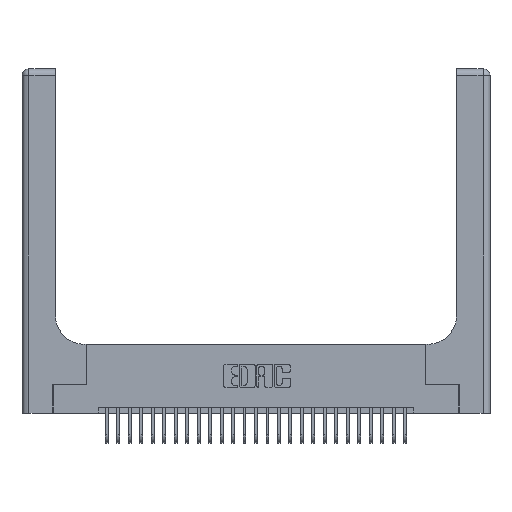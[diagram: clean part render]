
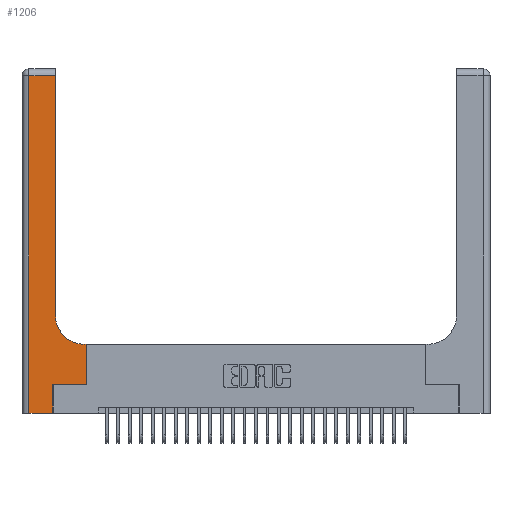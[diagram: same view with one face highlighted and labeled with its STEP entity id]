
A CAD part, top view. The second image highlights one B-rep face of the part: STEP entity #1206.
In plain terms, the highlighted planar face has unit normal (0, 0, 1).
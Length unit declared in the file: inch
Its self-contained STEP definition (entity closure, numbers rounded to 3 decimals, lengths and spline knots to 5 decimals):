
#338 = CARTESIAN_POINT ( 'NONE',  ( 0.5585, 0.25, 0.37 ) ) ;
#457 = DIRECTION ( 'NONE',  ( 0., 1., 0. ) ) ;
#764 = VERTEX_POINT ( 'NONE', #16714 ) ;
#1172 = ORIENTED_EDGE ( 'NONE', *, *, #20160, .T. ) ;
#1206 = ADVANCED_FACE ( 'NONE', ( #3896 ), #3176, .F. ) ;
#1325 = LINE ( 'NONE', #11020, #4611 ) ;
#1347 = DIRECTION ( 'NONE',  ( 0., 0., -1. ) ) ;
#1498 = CARTESIAN_POINT ( 'NONE',  ( 0.2915, 0.85, 0.37 ) ) ;
#1672 = CARTESIAN_POINT ( 'NONE',  ( 0.06, 2.94, 0.37 ) ) ;
#2057 = ORIENTED_EDGE ( 'NONE', *, *, #5725, .T. ) ;
#2239 = CARTESIAN_POINT ( 'NONE',  ( 0., 2.94, 0.37 ) ) ;
#2956 = CARTESIAN_POINT ( 'NONE',  ( 0.269, 0., 0.37 ) ) ;
#3056 = LINE ( 'NONE', #26915, #25961 ) ;
#3072 = CARTESIAN_POINT ( 'NONE',  ( 0., 3., 0.37 ) ) ;
#3176 = PLANE ( 'NONE',  #20112 ) ;
#3212 = DIRECTION ( 'NONE',  ( 1., 0., 0. ) ) ;
#3534 = CARTESIAN_POINT ( 'NONE',  ( 0., 0., 0.37 ) ) ;
#3896 = FACE_OUTER_BOUND ( 'NONE', #16494, .T. ) ;
#3905 = CARTESIAN_POINT ( 'NONE',  ( 0.2915, 0.6, 0.37 ) ) ;
#4150 = VECTOR ( 'NONE', #10369, 39.37008 ) ;
#4611 = VECTOR ( 'NONE', #20352, 39.37008 ) ;
#5366 = VECTOR ( 'NONE', #20764, 39.37008 ) ;
#5725 = EDGE_CURVE ( 'NONE', #30046, #18536, #1325, .T. ) ;
#5750 = VECTOR ( 'NONE', #3212, 39.37008 ) ;
#6432 = ORIENTED_EDGE ( 'NONE', *, *, #13017, .T. ) ;
#6443 = CARTESIAN_POINT ( 'NONE',  ( 0.5415, 0.85, 0.37 ) ) ;
#6664 = LINE ( 'NONE', #7150, #24499 ) ;
#6901 = VECTOR ( 'NONE', #17727, 39.37008 ) ;
#7149 = CARTESIAN_POINT ( 'NONE',  ( 0.5415, 0.6, 0.37 ) ) ;
#7150 = CARTESIAN_POINT ( 'NONE',  ( 0.269, 0., 0.37 ) ) ;
#7929 = VECTOR ( 'NONE', #13621, 39.37008 ) ;
#8413 = ORIENTED_EDGE ( 'NONE', *, *, #25620, .T. ) ;
#8789 = ORIENTED_EDGE ( 'NONE', *, *, #28093, .T. ) ;
#9406 = LINE ( 'NONE', #3905, #6901 ) ;
#9440 = CARTESIAN_POINT ( 'NONE',  ( 0.269, 0.25, 0.37 ) ) ;
#10225 = ORIENTED_EDGE ( 'NONE', *, *, #17303, .T. ) ;
#10369 = DIRECTION ( 'NONE',  ( 0., 1., 0. ) ) ;
#11020 = CARTESIAN_POINT ( 'NONE',  ( 0.06, 3., 0.37 ) ) ;
#11316 = VERTEX_POINT ( 'NONE', #19985 ) ;
#11368 = VERTEX_POINT ( 'NONE', #1498 ) ;
#11458 = CARTESIAN_POINT ( 'NONE',  ( 0.269, 0.25, 0.37 ) ) ;
#12177 = VERTEX_POINT ( 'NONE', #7149 ) ;
#12498 = LINE ( 'NONE', #19503, #4150 ) ;
#12603 = VERTEX_POINT ( 'NONE', #338 ) ;
#12937 = DIRECTION ( 'NONE',  ( -1., 0., 0. ) ) ;
#13017 = EDGE_CURVE ( 'NONE', #11368, #764, #3056, .T. ) ;
#13175 = DIRECTION ( 'NONE',  ( 0., 0., -1. ) ) ;
#13621 = DIRECTION ( 'NONE',  ( -1., 0., 0. ) ) ;
#15517 = DIRECTION ( 'NONE',  ( 1., 0., 0. ) ) ;
#16494 = EDGE_LOOP ( 'NONE', ( #6432, #24406, #2057, #10225, #22597, #8789, #1172, #8413, #25835 ) ) ;
#16714 = CARTESIAN_POINT ( 'NONE',  ( 0.2915, 2.94, 0.37 ) ) ;
#17303 = EDGE_CURVE ( 'NONE', #18536, #17484, #26490, .T. ) ;
#17415 = EDGE_CURVE ( 'NONE', #764, #30046, #22501, .T. ) ;
#17484 = VERTEX_POINT ( 'NONE', #2956 ) ;
#17727 = DIRECTION ( 'NONE',  ( -1., 0., 0. ) ) ;
#17814 = CIRCLE ( 'NONE', #27022, 0.25 ) ;
#18536 = VERTEX_POINT ( 'NONE', #27428 ) ;
#19503 = CARTESIAN_POINT ( 'NONE',  ( 0.5585, 0.25, 0.37 ) ) ;
#19985 = CARTESIAN_POINT ( 'NONE',  ( 0.5585, 0.6, 0.37 ) ) ;
#20112 = AXIS2_PLACEMENT_3D ( 'NONE', #3072, #1347, #12937 ) ;
#20160 = EDGE_CURVE ( 'NONE', #12603, #11316, #12498, .T. ) ;
#20352 = DIRECTION ( 'NONE',  ( 0., -1., 0. ) ) ;
#20459 = EDGE_CURVE ( 'NONE', #17484, #29804, #6664, .T. ) ;
#20764 = DIRECTION ( 'NONE',  ( 1., 0., 0. ) ) ;
#22451 = DIRECTION ( 'NONE',  ( 0., 1., 0. ) ) ;
#22501 = LINE ( 'NONE', #2239, #7929 ) ;
#22597 = ORIENTED_EDGE ( 'NONE', *, *, #20459, .T. ) ;
#23215 = EDGE_CURVE ( 'NONE', #12177, #11368, #17814, .T. ) ;
#24406 = ORIENTED_EDGE ( 'NONE', *, *, #17415, .T. ) ;
#24499 = VECTOR ( 'NONE', #457, 39.37008 ) ;
#25620 = EDGE_CURVE ( 'NONE', #11316, #12177, #9406, .T. ) ;
#25835 = ORIENTED_EDGE ( 'NONE', *, *, #23215, .T. ) ;
#25961 = VECTOR ( 'NONE', #22451, 39.37008 ) ;
#26490 = LINE ( 'NONE', #3534, #5750 ) ;
#26915 = CARTESIAN_POINT ( 'NONE',  ( 0.2915, 3., 0.37 ) ) ;
#27022 = AXIS2_PLACEMENT_3D ( 'NONE', #6443, #13175, #15517 ) ;
#27163 = LINE ( 'NONE', #9440, #5366 ) ;
#27428 = CARTESIAN_POINT ( 'NONE',  ( 0.06, 0., 0.37 ) ) ;
#28093 = EDGE_CURVE ( 'NONE', #29804, #12603, #27163, .T. ) ;
#29804 = VERTEX_POINT ( 'NONE', #11458 ) ;
#30046 = VERTEX_POINT ( 'NONE', #1672 ) ;
